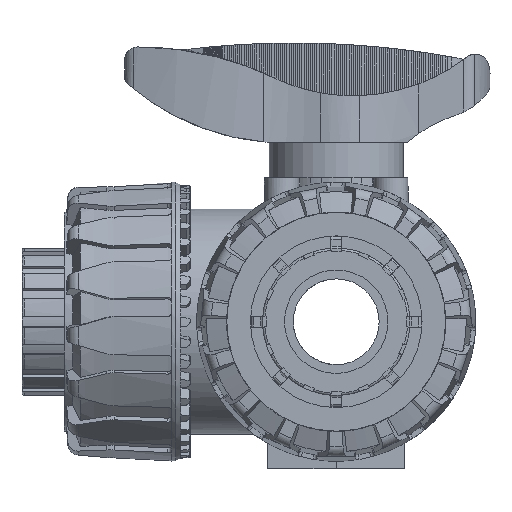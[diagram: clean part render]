
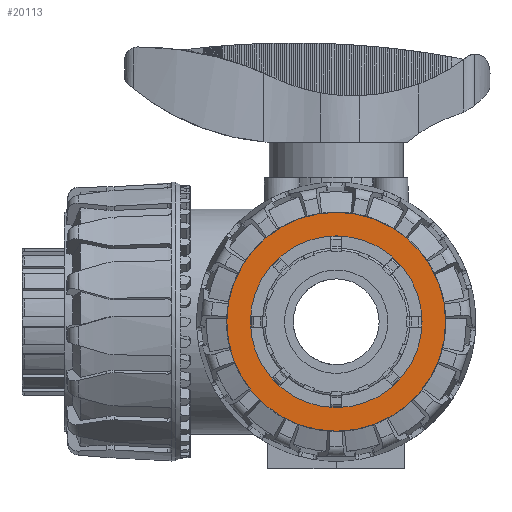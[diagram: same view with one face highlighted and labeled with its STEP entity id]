
A CAD part, front view. The second image highlights one B-rep face of the part: STEP entity #20113.
In plain terms, the highlighted face is planar.
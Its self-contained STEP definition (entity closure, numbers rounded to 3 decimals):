
#4440=PLANE($,#21910);
#4824=FACE_BOUND($,#6647,.T.);
#4825=FACE_BOUND($,#6648,.T.);
#6647=EDGE_LOOP($,(#16646));
#6648=EDGE_LOOP($,(#16647));
#7431=CIRCLE($,#21703,25.5);
#7451=CIRCLE($,#21744,20.);
#8757=VERTEX_POINT($,#35261);
#8782=VERTEX_POINT($,#35353);
#11376=EDGE_CURVE($,#8757,#8757,#7431,.T.);
#11419=EDGE_CURVE($,#8782,#8782,#7451,.T.);
#16646=ORIENTED_EDGE($,*,*,#11419,.T.);
#16647=ORIENTED_EDGE($,*,*,#11376,.T.);
#20113=ADVANCED_FACE($,(#4824,#4825),#4440,.T.);
#21703=AXIS2_PLACEMENT_3D($,#35262,#26012,#26013);
#21744=AXIS2_PLACEMENT_3D($,#35354,#26098,#26099);
#21910=AXIS2_PLACEMENT_3D($,#36134,#26487,#26488);
#26012=DIRECTION('center_axis',(0.,1.,0.));
#26013=DIRECTION('ref_axis',(-1.,0.,0.));
#26098=DIRECTION('center_axis',(0.,-1.,0.));
#26099=DIRECTION('ref_axis',(0.,0.,1.));
#26487=DIRECTION('center_axis',(0.,1.,0.));
#26488=DIRECTION('ref_axis',(0.,0.,1.));
#35261=CARTESIAN_POINT('',(-25.5,27.1,0.));
#35262=CARTESIAN_POINT('Origin',(0.,27.1,0.));
#35353=CARTESIAN_POINT('',(0.,27.1,20.));
#35354=CARTESIAN_POINT('Origin',(0.,27.1,0.));
#36134=CARTESIAN_POINT('Origin',(-12.75,27.1,0.));
